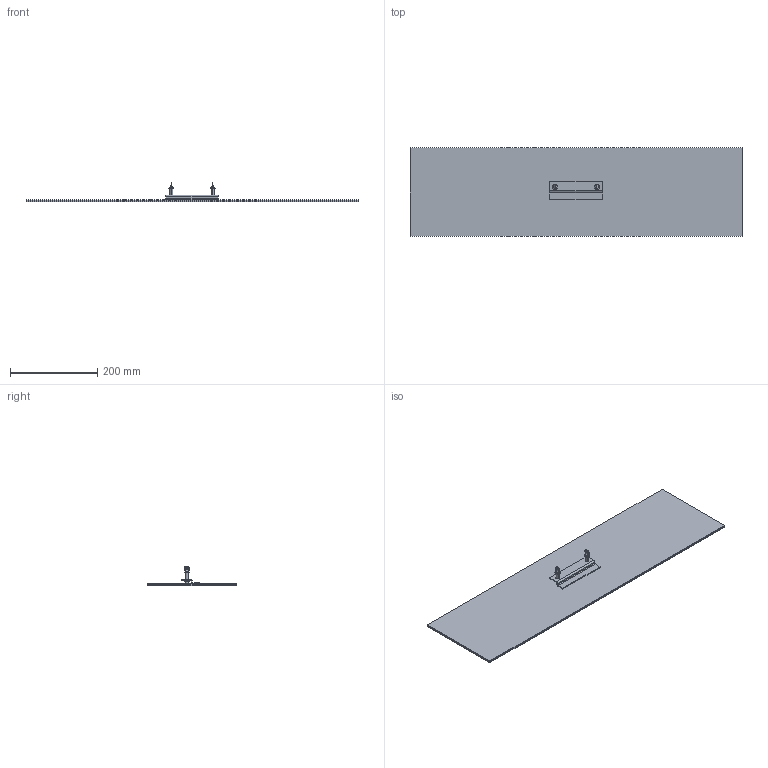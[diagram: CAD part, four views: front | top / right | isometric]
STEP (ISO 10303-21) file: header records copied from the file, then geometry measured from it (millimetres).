
FILE_DESCRIPTION (( 'STEP AP203' ), '1' );
FILE_NAME ('1481ES_Default.step', '2019-11-12T15:41:15', ( '' ), ( '' ), 'SwSTEP 2.0', 'SolidWorks 2019', '' );
FILE_SCHEMA (( 'CONFIG_CONTROL_DESIGN' ));
Length unit declared in the file: inch
Products named in the file (1): 1481ES_Default
Bounding box: 762 x 203.2 x 45.47 mm (x, y, z)
Volume: 764681.2 mm3; surface area: 644575.6 mm2
Topology: 7 solids, 7 shells, 126 faces, 320 edges, 204 vertices
Faces by surface type: plane 54, cylinder 48, bspline 16, cone 8
Entity records: 4759 total; most frequent: CARTESIAN_POINT 1851, ORIENTED_EDGE 624, DIRECTION 526, EDGE_CURVE 312, VERTEX_POINT 204, AXIS2_PLACEMENT_3D 199, EDGE_LOOP 138, VECTOR 128
